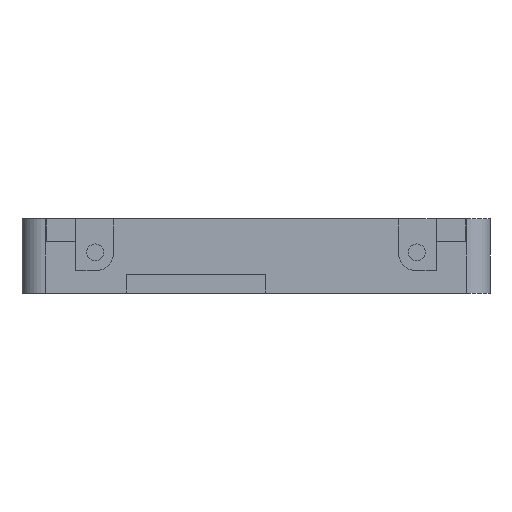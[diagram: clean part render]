
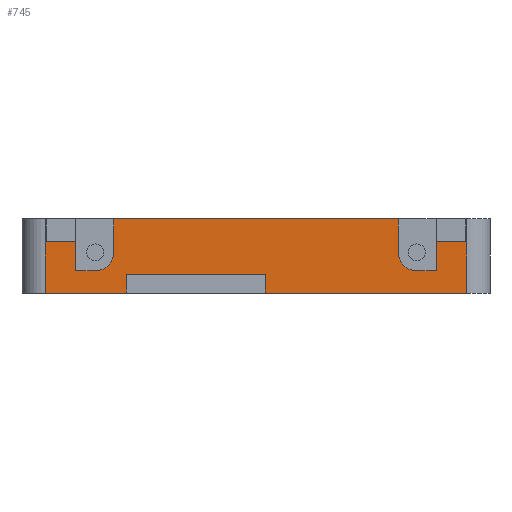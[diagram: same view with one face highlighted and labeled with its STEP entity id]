
A CAD part, front view. The second image highlights one B-rep face of the part: STEP entity #745.
In plain terms, the highlighted planar face has unit normal (0, -1, 0).
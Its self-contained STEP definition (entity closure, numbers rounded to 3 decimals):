
#165 = VERTEX_POINT('',#166);
#166 = CARTESIAN_POINT('',(-19.45,-34.9,-5.6));
#172 = EDGE_CURVE('',#173,#165,#175,.T.);
#173 = VERTEX_POINT('',#174);
#174 = CARTESIAN_POINT('',(-19.45,-34.9,-2.4));
#175 = LINE('',#176,#177);
#176 = CARTESIAN_POINT('',(-19.45,-34.9,0.));
#177 = VECTOR('',#178,1.);
#178 = DIRECTION('',(-0.,0.,-1.));
#205 = VERTEX_POINT('',#206);
#206 = CARTESIAN_POINT('',(-17.35,-34.9,-5.6));
#212 = EDGE_CURVE('',#165,#205,#213,.T.);
#213 = LINE('',#214,#215);
#214 = CARTESIAN_POINT('',(-19.45,-34.9,-5.6));
#215 = VECTOR('',#216,1.);
#216 = DIRECTION('',(1.,0.,0.));
#227 = VERTEX_POINT('',#228);
#228 = CARTESIAN_POINT('',(-15.35,-34.9,-3.6));
#236 = EDGE_CURVE('',#227,#205,#237,.T.);
#237 = CIRCLE('',#238,2.);
#238 = AXIS2_PLACEMENT_3D('',#239,#240,#241);
#239 = CARTESIAN_POINT('',(-17.35,-34.9,-3.6));
#240 = DIRECTION('',(-0.,1.,0.));
#241 = DIRECTION('',(1.,0.,0.));
#254 = VERTEX_POINT('',#255);
#255 = CARTESIAN_POINT('',(-15.35,-34.9,0.));
#261 = EDGE_CURVE('',#227,#254,#262,.T.);
#262 = LINE('',#263,#264);
#263 = CARTESIAN_POINT('',(-15.35,-34.9,-3.6));
#264 = VECTOR('',#265,1.);
#265 = DIRECTION('',(0.,0.,1.));
#416 = VERTEX_POINT('',#417);
#417 = CARTESIAN_POINT('',(22.751,-34.9,0.));
#424 = EDGE_CURVE('',#425,#416,#427,.T.);
#425 = VERTEX_POINT('',#426);
#426 = CARTESIAN_POINT('',(22.65,-34.9,0.));
#427 = LINE('',#428,#429);
#428 = CARTESIAN_POINT('',(-25.25,-34.9,0.));
#429 = VECTOR('',#430,1.);
#430 = DIRECTION('',(1.,0.,0.));
#465 = VERTEX_POINT('',#466);
#466 = CARTESIAN_POINT('',(15.35,-34.9,0.));
#472 = EDGE_CURVE('',#254,#465,#473,.T.);
#473 = LINE('',#474,#475);
#474 = CARTESIAN_POINT('',(-25.25,-34.9,0.));
#475 = VECTOR('',#476,1.);
#476 = DIRECTION('',(1.,0.,0.));
#490 = VERTEX_POINT('',#491);
#491 = CARTESIAN_POINT('',(-22.65,-34.9,0.));
#497 = EDGE_CURVE('',#498,#490,#500,.T.);
#498 = VERTEX_POINT('',#499);
#499 = CARTESIAN_POINT('',(-22.751,-34.9,0.));
#500 = LINE('',#501,#502);
#501 = CARTESIAN_POINT('',(-25.25,-34.9,0.));
#502 = VECTOR('',#503,1.);
#503 = DIRECTION('',(1.,0.,0.));
#745 = ADVANCED_FACE('',(#746),#870,.F.);
#746 = FACE_BOUND('',#747,.T.);
#747 = EDGE_LOOP('',(#748,#749,#757,#765,#773,#781,#789,#797,#803,#804,
    #812,#820,#828,#836,#845,#851,#852,#853,#854,#855,#856,#864));
#748 = ORIENTED_EDGE('',*,*,#497,.F.);
#749 = ORIENTED_EDGE('',*,*,#750,.T.);
#750 = EDGE_CURVE('',#498,#751,#753,.T.);
#751 = VERTEX_POINT('',#752);
#752 = CARTESIAN_POINT('',(-22.751,-34.9,-8.));
#753 = LINE('',#754,#755);
#754 = CARTESIAN_POINT('',(-22.751,-34.9,0.));
#755 = VECTOR('',#756,1.);
#756 = DIRECTION('',(-0.,-0.,-1.));
#757 = ORIENTED_EDGE('',*,*,#758,.T.);
#758 = EDGE_CURVE('',#751,#759,#761,.T.);
#759 = VERTEX_POINT('',#760);
#760 = CARTESIAN_POINT('',(-14.,-34.9,-8.));
#761 = LINE('',#762,#763);
#762 = CARTESIAN_POINT('',(-25.25,-34.9,-8.));
#763 = VECTOR('',#764,1.);
#764 = DIRECTION('',(1.,0.,0.));
#765 = ORIENTED_EDGE('',*,*,#766,.T.);
#766 = EDGE_CURVE('',#759,#767,#769,.T.);
#767 = VERTEX_POINT('',#768);
#768 = CARTESIAN_POINT('',(-14.,-34.9,-6.));
#769 = LINE('',#770,#771);
#770 = CARTESIAN_POINT('',(-14.,-34.9,-8.));
#771 = VECTOR('',#772,1.);
#772 = DIRECTION('',(0.,0.,1.));
#773 = ORIENTED_EDGE('',*,*,#774,.T.);
#774 = EDGE_CURVE('',#767,#775,#777,.T.);
#775 = VERTEX_POINT('',#776);
#776 = CARTESIAN_POINT('',(1.,-34.9,-6.));
#777 = LINE('',#778,#779);
#778 = CARTESIAN_POINT('',(-14.,-34.9,-6.));
#779 = VECTOR('',#780,1.);
#780 = DIRECTION('',(1.,0.,0.));
#781 = ORIENTED_EDGE('',*,*,#782,.F.);
#782 = EDGE_CURVE('',#783,#775,#785,.T.);
#783 = VERTEX_POINT('',#784);
#784 = CARTESIAN_POINT('',(1.,-34.9,-8.));
#785 = LINE('',#786,#787);
#786 = CARTESIAN_POINT('',(1.,-34.9,-8.));
#787 = VECTOR('',#788,1.);
#788 = DIRECTION('',(0.,0.,1.));
#789 = ORIENTED_EDGE('',*,*,#790,.T.);
#790 = EDGE_CURVE('',#783,#791,#793,.T.);
#791 = VERTEX_POINT('',#792);
#792 = CARTESIAN_POINT('',(22.751,-34.9,-8.));
#793 = LINE('',#794,#795);
#794 = CARTESIAN_POINT('',(-25.25,-34.9,-8.));
#795 = VECTOR('',#796,1.);
#796 = DIRECTION('',(1.,0.,0.));
#797 = ORIENTED_EDGE('',*,*,#798,.F.);
#798 = EDGE_CURVE('',#416,#791,#799,.T.);
#799 = LINE('',#800,#801);
#800 = CARTESIAN_POINT('',(22.751,-34.9,0.));
#801 = VECTOR('',#802,1.);
#802 = DIRECTION('',(-0.,-0.,-1.));
#803 = ORIENTED_EDGE('',*,*,#424,.F.);
#804 = ORIENTED_EDGE('',*,*,#805,.T.);
#805 = EDGE_CURVE('',#425,#806,#808,.T.);
#806 = VERTEX_POINT('',#807);
#807 = CARTESIAN_POINT('',(22.65,-34.9,-2.4));
#808 = LINE('',#809,#810);
#809 = CARTESIAN_POINT('',(22.65,-34.9,0.));
#810 = VECTOR('',#811,1.);
#811 = DIRECTION('',(-0.,0.,-1.));
#812 = ORIENTED_EDGE('',*,*,#813,.T.);
#813 = EDGE_CURVE('',#806,#814,#816,.T.);
#814 = VERTEX_POINT('',#815);
#815 = CARTESIAN_POINT('',(19.45,-34.9,-2.4));
#816 = LINE('',#817,#818);
#817 = CARTESIAN_POINT('',(22.65,-34.9,-2.4));
#818 = VECTOR('',#819,1.);
#819 = DIRECTION('',(-1.,0.,-0.));
#820 = ORIENTED_EDGE('',*,*,#821,.T.);
#821 = EDGE_CURVE('',#814,#822,#824,.T.);
#822 = VERTEX_POINT('',#823);
#823 = CARTESIAN_POINT('',(19.45,-34.9,-5.6));
#824 = LINE('',#825,#826);
#825 = CARTESIAN_POINT('',(19.45,-34.9,0.));
#826 = VECTOR('',#827,1.);
#827 = DIRECTION('',(-0.,0.,-1.));
#828 = ORIENTED_EDGE('',*,*,#829,.T.);
#829 = EDGE_CURVE('',#822,#830,#832,.T.);
#830 = VERTEX_POINT('',#831);
#831 = CARTESIAN_POINT('',(17.35,-34.9,-5.6));
#832 = LINE('',#833,#834);
#833 = CARTESIAN_POINT('',(19.45,-34.9,-5.6));
#834 = VECTOR('',#835,1.);
#835 = DIRECTION('',(-1.,0.,-0.));
#836 = ORIENTED_EDGE('',*,*,#837,.T.);
#837 = EDGE_CURVE('',#830,#838,#840,.T.);
#838 = VERTEX_POINT('',#839);
#839 = CARTESIAN_POINT('',(15.35,-34.9,-3.6));
#840 = CIRCLE('',#841,2.);
#841 = AXIS2_PLACEMENT_3D('',#842,#843,#844);
#842 = CARTESIAN_POINT('',(17.35,-34.9,-3.6));
#843 = DIRECTION('',(-0.,1.,0.));
#844 = DIRECTION('',(1.,0.,0.));
#845 = ORIENTED_EDGE('',*,*,#846,.F.);
#846 = EDGE_CURVE('',#465,#838,#847,.T.);
#847 = LINE('',#848,#849);
#848 = CARTESIAN_POINT('',(15.35,-34.9,0.));
#849 = VECTOR('',#850,1.);
#850 = DIRECTION('',(-0.,0.,-1.));
#851 = ORIENTED_EDGE('',*,*,#472,.F.);
#852 = ORIENTED_EDGE('',*,*,#261,.F.);
#853 = ORIENTED_EDGE('',*,*,#236,.T.);
#854 = ORIENTED_EDGE('',*,*,#212,.F.);
#855 = ORIENTED_EDGE('',*,*,#172,.F.);
#856 = ORIENTED_EDGE('',*,*,#857,.T.);
#857 = EDGE_CURVE('',#173,#858,#860,.T.);
#858 = VERTEX_POINT('',#859);
#859 = CARTESIAN_POINT('',(-22.65,-34.9,-2.4));
#860 = LINE('',#861,#862);
#861 = CARTESIAN_POINT('',(-19.45,-34.9,-2.4));
#862 = VECTOR('',#863,1.);
#863 = DIRECTION('',(-1.,0.,-0.));
#864 = ORIENTED_EDGE('',*,*,#865,.T.);
#865 = EDGE_CURVE('',#858,#490,#866,.T.);
#866 = LINE('',#867,#868);
#867 = CARTESIAN_POINT('',(-22.65,-34.9,-2.4));
#868 = VECTOR('',#869,1.);
#869 = DIRECTION('',(0.,0.,1.));
#870 = PLANE('',#871);
#871 = AXIS2_PLACEMENT_3D('',#872,#873,#874);
#872 = CARTESIAN_POINT('',(-25.25,-34.9,0.));
#873 = DIRECTION('',(0.,1.,0.));
#874 = DIRECTION('',(-1.,0.,0.));
